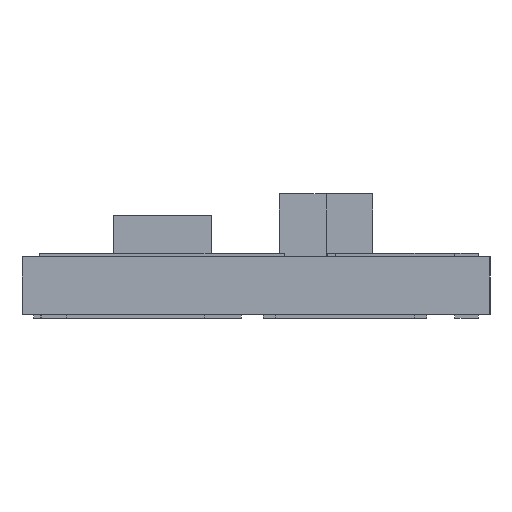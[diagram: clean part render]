
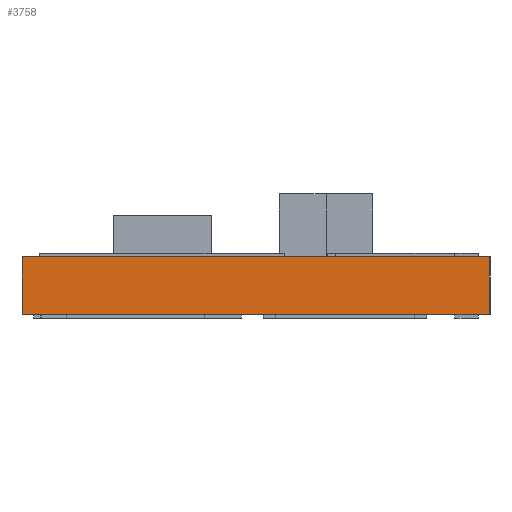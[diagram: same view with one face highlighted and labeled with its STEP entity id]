
A CAD part, left-side view. The second image highlights one B-rep face of the part: STEP entity #3758.
In plain terms, the highlighted planar face has unit normal (-1, 0, 0).
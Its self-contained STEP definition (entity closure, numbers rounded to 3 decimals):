
#355=PLANE('',#4404);
#569=FACE_OUTER_BOUND('',#783,.T.);
#783=EDGE_LOOP('',(#2836,#2837,#2838,#2839));
#1079=LINE('',#6026,#1467);
#1080=LINE('',#6029,#1468);
#1081=LINE('',#6031,#1469);
#1082=LINE('',#6032,#1470);
#1467=VECTOR('',#4940,10.);
#1468=VECTOR('',#4943,10.);
#1469=VECTOR('',#4944,10.);
#1470=VECTOR('',#4945,10.);
#1973=VERTEX_POINT('',#6020);
#1975=VERTEX_POINT('',#6024);
#1976=VERTEX_POINT('',#6028);
#1977=VERTEX_POINT('',#6030);
#2327=EDGE_CURVE('',#1973,#1975,#1079,.T.);
#2328=EDGE_CURVE('',#1973,#1976,#1080,.T.);
#2329=EDGE_CURVE('',#1977,#1975,#1081,.T.);
#2330=EDGE_CURVE('',#1976,#1977,#1082,.T.);
#2836=ORIENTED_EDGE('',*,*,#2328,.F.);
#2837=ORIENTED_EDGE('',*,*,#2327,.T.);
#2838=ORIENTED_EDGE('',*,*,#2329,.F.);
#2839=ORIENTED_EDGE('',*,*,#2330,.F.);
#3758=ADVANCED_FACE('',(#569),#355,.T.);
#4404=AXIS2_PLACEMENT_3D('',#6027,#4941,#4942);
#4940=DIRECTION('',(0.,0.,1.));
#4941=DIRECTION('center_axis',(-1.,0.,0.));
#4942=DIRECTION('ref_axis',(0.,-1.,0.));
#4943=DIRECTION('',(0.,1.,0.));
#4944=DIRECTION('',(0.,-1.,0.));
#4945=DIRECTION('',(0.,0.,1.));
#6020=CARTESIAN_POINT('',(0.,0.,0.));
#6024=CARTESIAN_POINT('',(0.,0.,1.57));
#6026=CARTESIAN_POINT('',(0.,0.,0.));
#6027=CARTESIAN_POINT('Origin',(0.,12.7,0.));
#6028=CARTESIAN_POINT('',(0.,12.7,0.));
#6029=CARTESIAN_POINT('',(0.,0.,0.));
#6030=CARTESIAN_POINT('',(0.,12.7,1.57));
#6031=CARTESIAN_POINT('',(0.,0.,1.57));
#6032=CARTESIAN_POINT('',(0.,12.7,0.));
